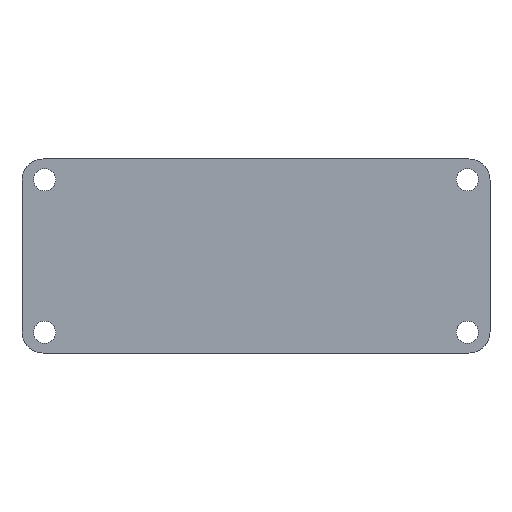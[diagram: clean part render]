
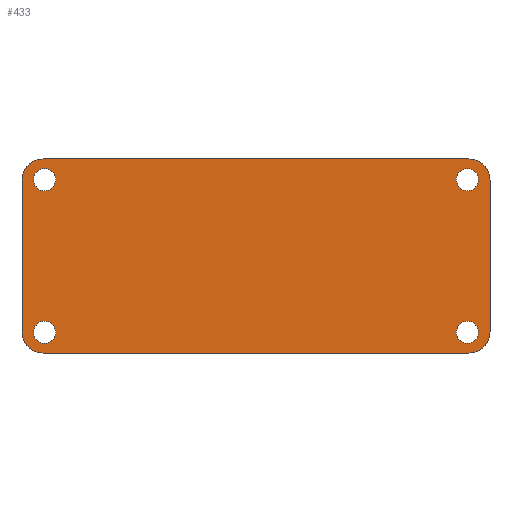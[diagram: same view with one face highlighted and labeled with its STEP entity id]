
A CAD part, top view. The second image highlights one B-rep face of the part: STEP entity #433.
In plain terms, the highlighted planar face has unit normal (0, 0, 1).
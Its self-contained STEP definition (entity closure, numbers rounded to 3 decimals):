
#24 = VERTEX_POINT('',#25);
#25 = CARTESIAN_POINT('',(0.,3.048,0.));
#31 = EDGE_CURVE('',#24,#32,#34,.T.);
#32 = VERTEX_POINT('',#33);
#33 = CARTESIAN_POINT('',(3.048,0.,0.));
#34 = CIRCLE('',#35,3.049);
#35 = AXIS2_PLACEMENT_3D('',#36,#37,#38);
#36 = CARTESIAN_POINT('',(3.049,3.049,0.));
#37 = DIRECTION('',(0.,0.,1.));
#38 = DIRECTION('',(-1.,0.,0.));
#64 = EDGE_CURVE('',#32,#65,#67,.T.);
#65 = VERTEX_POINT('',#66);
#66 = CARTESIAN_POINT('',(64.452,0.,0.)
  );
#67 = LINE('',#68,#69);
#68 = CARTESIAN_POINT('',(3.048,0.,0.));
#69 = VECTOR('',#70,1.);
#70 = DIRECTION('',(1.,0.,0.));
#95 = EDGE_CURVE('',#65,#96,#98,.T.);
#96 = VERTEX_POINT('',#97);
#97 = CARTESIAN_POINT('',(67.5,3.048,0.));
#98 = CIRCLE('',#99,3.049);
#99 = AXIS2_PLACEMENT_3D('',#100,#101,#102);
#100 = CARTESIAN_POINT('',(64.451,3.049,0.));
#101 = DIRECTION('',(0.,0.,1.));
#102 = DIRECTION('',(0.,-1.,0.));
#128 = EDGE_CURVE('',#96,#129,#131,.T.);
#129 = VERTEX_POINT('',#130);
#130 = CARTESIAN_POINT('',(67.5,24.952,0.));
#131 = LINE('',#132,#133);
#132 = CARTESIAN_POINT('',(67.5,3.048,0.));
#133 = VECTOR('',#134,1.);
#134 = DIRECTION('',(0.,1.,0.));
#159 = EDGE_CURVE('',#129,#160,#162,.T.);
#160 = VERTEX_POINT('',#161);
#161 = CARTESIAN_POINT('',(64.452,28.,0.));
#162 = CIRCLE('',#163,3.049);
#163 = AXIS2_PLACEMENT_3D('',#164,#165,#166);
#164 = CARTESIAN_POINT('',(64.451,24.951,0.));
#165 = DIRECTION('',(0.,0.,1.));
#166 = DIRECTION('',(1.,0.,0.));
#192 = EDGE_CURVE('',#160,#193,#195,.T.);
#193 = VERTEX_POINT('',#194);
#194 = CARTESIAN_POINT('',(3.048,28.,0.));
#195 = LINE('',#196,#197);
#196 = CARTESIAN_POINT('',(64.452,28.,0.));
#197 = VECTOR('',#198,1.);
#198 = DIRECTION('',(-1.,0.,0.));
#223 = EDGE_CURVE('',#193,#224,#226,.T.);
#224 = VERTEX_POINT('',#225);
#225 = CARTESIAN_POINT('',(0.,24.952,0.)
  );
#226 = CIRCLE('',#227,3.049);
#227 = AXIS2_PLACEMENT_3D('',#228,#229,#230);
#228 = CARTESIAN_POINT('',(3.049,24.951,0.));
#229 = DIRECTION('',(0.,0.,1.));
#230 = DIRECTION('',(0.,1.,0.));
#256 = EDGE_CURVE('',#224,#24,#257,.T.);
#257 = LINE('',#258,#259);
#258 = CARTESIAN_POINT('',(0.,24.952,0.));
#259 = VECTOR('',#260,1.);
#260 = DIRECTION('',(0.,-1.,0.));
#280 = VERTEX_POINT('',#281);
#281 = CARTESIAN_POINT('',(4.85,3.,0.));
#287 = EDGE_CURVE('',#280,#280,#288,.T.);
#288 = CIRCLE('',#289,1.6);
#289 = AXIS2_PLACEMENT_3D('',#290,#291,#292);
#290 = CARTESIAN_POINT('',(3.25,3.,0.));
#291 = DIRECTION('',(0.,0.,1.));
#292 = DIRECTION('',(1.,0.,0.));
#313 = VERTEX_POINT('',#314);
#314 = CARTESIAN_POINT('',(4.85,25.,0.));
#320 = EDGE_CURVE('',#313,#313,#321,.T.);
#321 = CIRCLE('',#322,1.6);
#322 = AXIS2_PLACEMENT_3D('',#323,#324,#325);
#323 = CARTESIAN_POINT('',(3.25,25.,0.));
#324 = DIRECTION('',(0.,0.,1.));
#325 = DIRECTION('',(1.,0.,0.));
#346 = VERTEX_POINT('',#347);
#347 = CARTESIAN_POINT('',(65.85,3.,0.));
#353 = EDGE_CURVE('',#346,#346,#354,.T.);
#354 = CIRCLE('',#355,1.6);
#355 = AXIS2_PLACEMENT_3D('',#356,#357,#358);
#356 = CARTESIAN_POINT('',(64.25,3.,0.));
#357 = DIRECTION('',(0.,0.,1.));
#358 = DIRECTION('',(1.,0.,0.));
#379 = VERTEX_POINT('',#380);
#380 = CARTESIAN_POINT('',(65.85,25.,0.));
#386 = EDGE_CURVE('',#379,#379,#387,.T.);
#387 = CIRCLE('',#388,1.6);
#388 = AXIS2_PLACEMENT_3D('',#389,#390,#391);
#389 = CARTESIAN_POINT('',(64.25,25.,0.));
#390 = DIRECTION('',(0.,0.,1.));
#391 = DIRECTION('',(1.,0.,0.));
#433 = ADVANCED_FACE('',(#434,#444,#447,#450,#453),#456,.F.);
#434 = FACE_BOUND('',#435,.T.);
#435 = EDGE_LOOP('',(#436,#437,#438,#439,#440,#441,#442,#443));
#436 = ORIENTED_EDGE('',*,*,#31,.T.);
#437 = ORIENTED_EDGE('',*,*,#64,.T.);
#438 = ORIENTED_EDGE('',*,*,#95,.T.);
#439 = ORIENTED_EDGE('',*,*,#128,.T.);
#440 = ORIENTED_EDGE('',*,*,#159,.T.);
#441 = ORIENTED_EDGE('',*,*,#192,.T.);
#442 = ORIENTED_EDGE('',*,*,#223,.T.);
#443 = ORIENTED_EDGE('',*,*,#256,.T.);
#444 = FACE_BOUND('',#445,.F.);
#445 = EDGE_LOOP('',(#446));
#446 = ORIENTED_EDGE('',*,*,#287,.T.);
#447 = FACE_BOUND('',#448,.F.);
#448 = EDGE_LOOP('',(#449));
#449 = ORIENTED_EDGE('',*,*,#320,.T.);
#450 = FACE_BOUND('',#451,.F.);
#451 = EDGE_LOOP('',(#452));
#452 = ORIENTED_EDGE('',*,*,#353,.T.);
#453 = FACE_BOUND('',#454,.F.);
#454 = EDGE_LOOP('',(#455));
#455 = ORIENTED_EDGE('',*,*,#386,.T.);
#456 = PLANE('',#457);
#457 = AXIS2_PLACEMENT_3D('',#458,#459,#460);
#458 = CARTESIAN_POINT('',(0.,3.048,0.));
#459 = DIRECTION('',(0.,0.,-1.));
#460 = DIRECTION('',(-1.,0.,0.));
